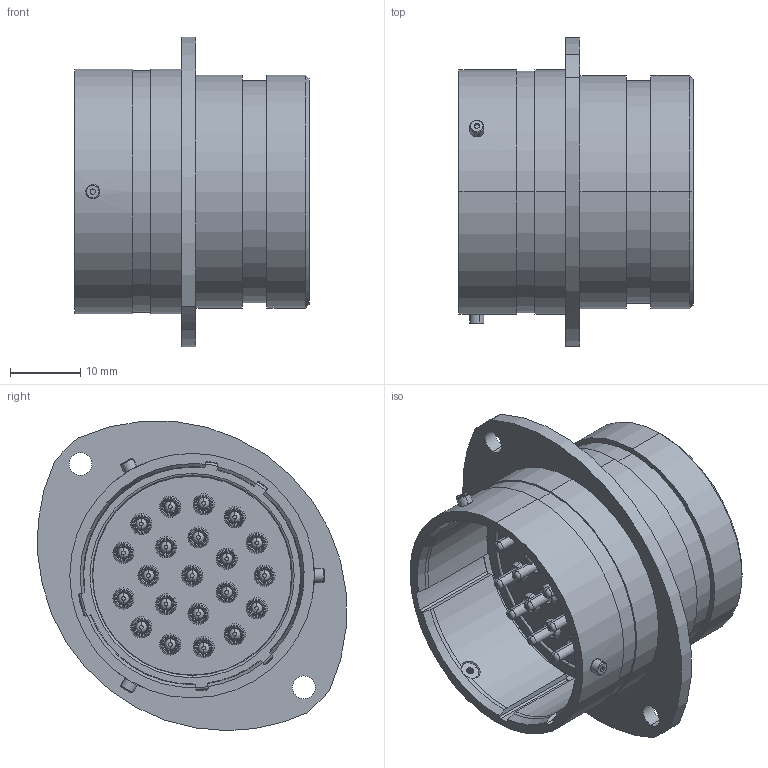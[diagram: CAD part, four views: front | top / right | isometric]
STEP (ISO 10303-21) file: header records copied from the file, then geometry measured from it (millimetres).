
FILE_DESCRIPTION (( 'STEP AP214' ), '1' );
FILE_NAME ('AS022-21PA.STEP', '2022-02-02T11:31:02', ( '' ), ( '' ), 'SwSTEP 2.0', 'SolidWorks 2020', '' );
FILE_SCHEMA (( 'AUTOMOTIVE_DESIGN' ));
Length unit declared in the file: millimetre
Products named in the file (1): AS022-21PA
Bounding box: 33.31 x 43.94 x 44 mm (x, y, z)
Volume: 18297.9 mm3; surface area: 18710.7 mm2
Topology: 30 solids, 30 shells, 1205 faces, 2531 edges, 1459 vertices
Faces by surface type: torus 480, cylinder 316, cone 230, plane 159, sphere 20
Entity records: 46168 total; most frequent: DIRECTION 6753, CARTESIAN_POINT 5487, ORIENTED_EDGE 5010, AXIS2_PLACEMENT_3D 3088, EDGE_CURVE 2505, CIRCLE 1886, VERTEX_POINT 1447, EDGE_LOOP 1384
